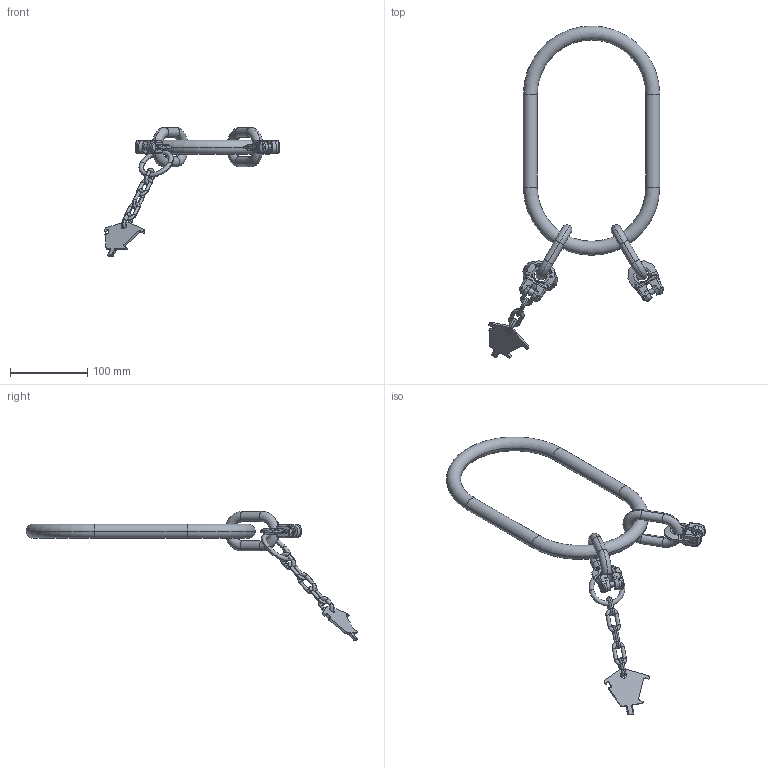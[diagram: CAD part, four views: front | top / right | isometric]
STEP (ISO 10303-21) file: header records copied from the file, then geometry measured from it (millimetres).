
FILE_DESCRIPTION((''),'2;1');
FILE_NAME('001-M32393-P-1_ASM','2014-10-24T',('Andreas.Wendler'),(''),'PRO/ENGINEER BY PARAMETRIC TECHNOLOGY CORPORATION, 2010140','PRO/ENGINEER BY PARAMETRIC TECHNOLOGY CORPORATION, 2010140','');
FILE_SCHEMA(('CONFIG_CONTROL_DESIGN'));
Length unit declared in the file: millimetre
Products named in the file (21): 001-M31566-P-1; 001-M34472-P-1; 001-M31128-V01; 001-M31556-P-1; 001-M31129-P-1; 001-M33743-001; 001-M31130-003_ASM; 001-M31556-P-1_ASM; 001-M31491-P-3; 001-M34472-P-1_ASM; 001-M31128-V01_AF0; 001-M31556-P-1_AF1; 001-M31129-P-1_AF0; 001-M33743-001_AF2; 001-M33743-001_AF1; 001-M33743-001_AF0; 001-M31130-003_AF0_ASM; 001-M31129-P-1_AF1; 001-M31556-P-1_AF0_ASM; 001-M34472-P-1_AF0_ASM; 001-M32393-P-1_ASM
Assembly tree (25 placements, depth 5):
  001-M32393-P-1_ASM
    001-M31566-P-1
    001-M34472-P-1_ASM
      001-M34472-P-1
      001-M31128-V01
      001-M31556-P-1_ASM
        001-M31556-P-1
        001-M31129-P-1  x2
        001-M31130-003_ASM
          001-M33743-001  x3
      001-M31491-P-3
    001-M34472-P-1_AF0_ASM
      001-M34472-P-1
      001-M31128-V01_AF0
      001-M31556-P-1_AF0_ASM
        001-M31556-P-1_AF1
        001-M31129-P-1_AF0
        001-M31130-003_AF0_ASM
          001-M33743-001_AF2
          001-M33743-001_AF1
          001-M33743-001_AF0
        001-M31129-P-1_AF1
      001-M31491-P-3
Bounding box: 225.54 x 428.33 x 166.57 mm (x, y, z)
Volume: 273592.8 mm3; surface area: 77138.7 mm2
Topology: 12 solids, 12 shells, 854 faces, 2266 edges, 1442 vertices
Faces by surface type: plane 525, cylinder 177, bspline 60, torus 44, cone 32, sphere 16
Entity records: 17296 total; most frequent: CARTESIAN_POINT 6334, ORIENTED_EDGE 2446, DIRECTION 1895, EDGE_CURVE 1223, VERTEX_POINT 780, AXIS2_PLACEMENT_3D 709, B_SPLINE_CURVE_WITH_KNOTS 534, VECTOR 477
